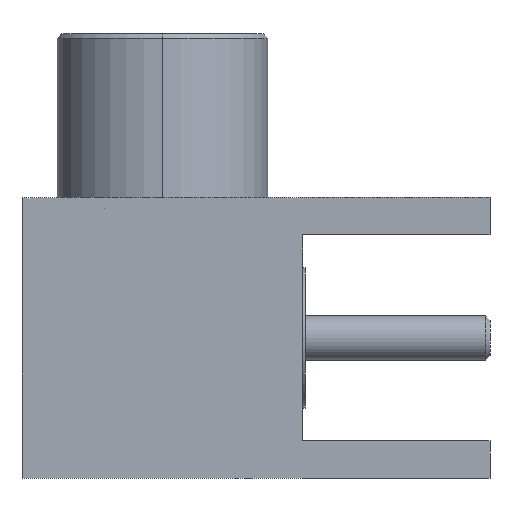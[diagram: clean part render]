
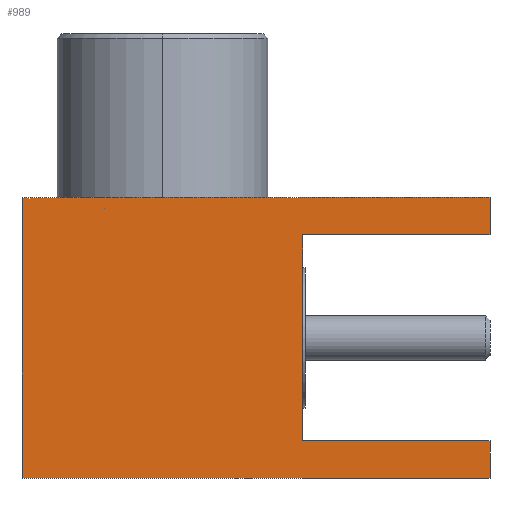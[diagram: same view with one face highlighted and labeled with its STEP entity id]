
A CAD part, left-side view. The second image highlights one B-rep face of the part: STEP entity #989.
In plain terms, the highlighted planar face has unit normal (-1, 0, 0).
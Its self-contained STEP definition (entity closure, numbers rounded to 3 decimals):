
#250=DIRECTION('',(0.,-1.,0.));
#251=VECTOR('',#250,10.);
#252=CARTESIAN_POINT('',(-3.,3.,-3.5));
#253=LINE('',#252,#251);
#254=DIRECTION('',(0.,0.,-1.));
#255=VECTOR('',#254,0.8);
#256=CARTESIAN_POINT('',(-3.,-7.,-3.5));
#257=LINE('',#256,#255);
#258=DIRECTION('',(0.,1.,0.));
#259=VECTOR('',#258,4.);
#260=CARTESIAN_POINT('',(-3.,-7.,-4.3));
#261=LINE('',#260,#259);
#262=DIRECTION('',(0.,0.,-1.));
#263=VECTOR('',#262,4.4);
#264=CARTESIAN_POINT('',(-3.,-3.,-4.3));
#265=LINE('',#264,#263);
#266=DIRECTION('',(0.,-1.,0.));
#267=VECTOR('',#266,4.);
#268=CARTESIAN_POINT('',(-3.,-3.,-8.7));
#269=LINE('',#268,#267);
#270=DIRECTION('',(0.,0.,-1.));
#271=VECTOR('',#270,0.8);
#272=CARTESIAN_POINT('',(-3.,-7.,-8.7));
#273=LINE('',#272,#271);
#274=DIRECTION('',(0.,1.,0.));
#275=VECTOR('',#274,10.);
#276=CARTESIAN_POINT('',(-3.,-7.,-9.5));
#277=LINE('',#276,#275);
#278=DIRECTION('',(0.,0.,1.));
#279=VECTOR('',#278,6.);
#280=CARTESIAN_POINT('',(-3.,3.,-9.5));
#281=LINE('',#280,#279);
#434=CARTESIAN_POINT('',(-3.,3.,-3.5));
#435=CARTESIAN_POINT('',(-3.,-7.,-3.5));
#436=VERTEX_POINT('',#434);
#437=VERTEX_POINT('',#435);
#438=CARTESIAN_POINT('',(-3.,-7.,-4.3));
#439=VERTEX_POINT('',#438);
#440=CARTESIAN_POINT('',(-3.,-3.,-4.3));
#441=VERTEX_POINT('',#440);
#442=CARTESIAN_POINT('',(-3.,-3.,-8.7));
#443=VERTEX_POINT('',#442);
#444=CARTESIAN_POINT('',(-3.,-7.,-8.7));
#445=VERTEX_POINT('',#444);
#446=CARTESIAN_POINT('',(-3.,-7.,-9.5));
#447=VERTEX_POINT('',#446);
#448=CARTESIAN_POINT('',(-3.,3.,-9.5));
#449=VERTEX_POINT('',#448);
#970=CARTESIAN_POINT('',(-3.,0.,0.));
#971=DIRECTION('',(1.,0.,0.));
#972=DIRECTION('',(0.,0.,-1.));
#973=AXIS2_PLACEMENT_3D('',#970,#971,#972);
#974=PLANE('',#973);
#975=ORIENTED_EDGE('',*,*,#829,.T.);
#977=ORIENTED_EDGE('',*,*,#976,.T.);
#978=ORIENTED_EDGE('',*,*,#948,.T.);
#979=ORIENTED_EDGE('',*,*,#861,.T.);
#980=ORIENTED_EDGE('',*,*,#892,.T.);
#982=ORIENTED_EDGE('',*,*,#981,.T.);
#984=ORIENTED_EDGE('',*,*,#983,.T.);
#986=ORIENTED_EDGE('',*,*,#985,.T.);
#987=EDGE_LOOP('',(#975,#977,#978,#979,#980,#982,#984,#986));
#988=FACE_OUTER_BOUND('',#987,.F.);
#829=EDGE_CURVE('',#436,#437,#253,.T.);
#861=EDGE_CURVE('',#441,#443,#265,.T.);
#892=EDGE_CURVE('',#443,#445,#269,.T.);
#948=EDGE_CURVE('',#439,#441,#261,.T.);
#976=EDGE_CURVE('',#437,#439,#257,.T.);
#981=EDGE_CURVE('',#445,#447,#273,.T.);
#983=EDGE_CURVE('',#447,#449,#277,.T.);
#985=EDGE_CURVE('',#449,#436,#281,.T.);
#989=ADVANCED_FACE('',(#988),#974,.F.);
